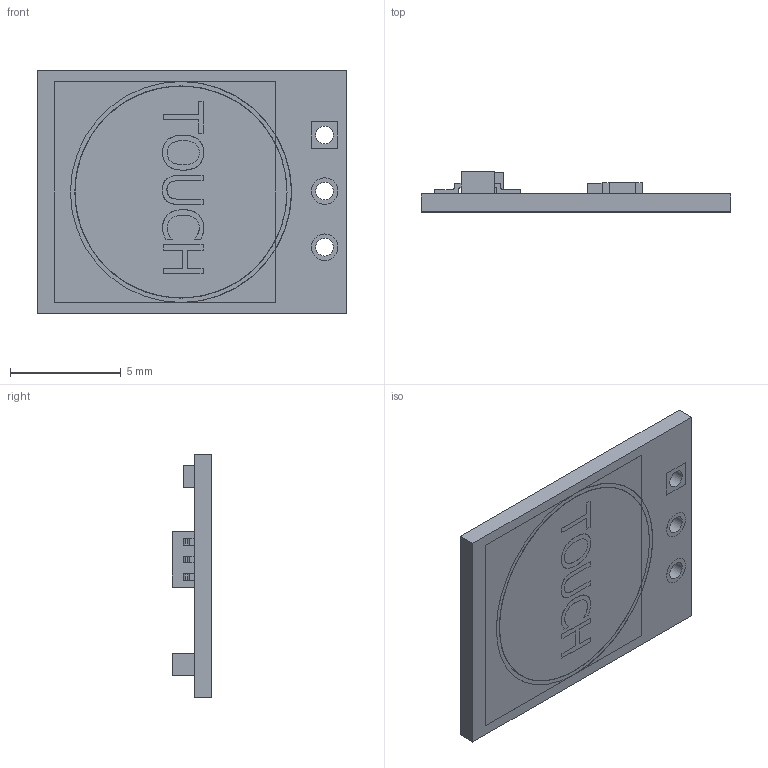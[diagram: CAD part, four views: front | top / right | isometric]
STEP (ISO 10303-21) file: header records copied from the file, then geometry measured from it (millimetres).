
FILE_DESCRIPTION(/* description */ (''),/* implementation_level */ '2;1');
FILE_NAME(/* name */ 'TTP223.stp',/* time_stamp */ '2025-11-02T12:59:31+07:00',/* author */ ('quang'),/* organization */ (''),/* preprocessor_version */ 'ST-DEVELOPER v20',/* originating_system */ 'Autodesk Inventor 2024',/* authorisation */ '');
FILE_SCHEMA (('AUTOMOTIVE_DESIGN { 1 0 10303 214 3 1 1 }'));
Length unit declared in the file: millimetre
Products named in the file (1): TTP223
Bounding box: 14 x 1.8 x 11 mm (x, y, z)
Volume: 129.8 mm3; surface area: 377.4 mm2
Topology: 1 solids, 1 shells, 846 faces, 2288 edges, 1519 vertices
Faces by surface type: plane 546, bspline 266, cylinder 34
Full cylindrical faces by diameter (mm): 0.8 x4, 1.2 x4, 9.6 x1, 10 x1
Entity records: 28649 total; most frequent: CARTESIAN_POINT 8112, ORIENTED_EDGE 4576, DIRECTION 2992, EDGE_CURVE 2288, LINE 1682, VECTOR 1682, VERTEX_POINT 1518, EDGE_LOOP 940
